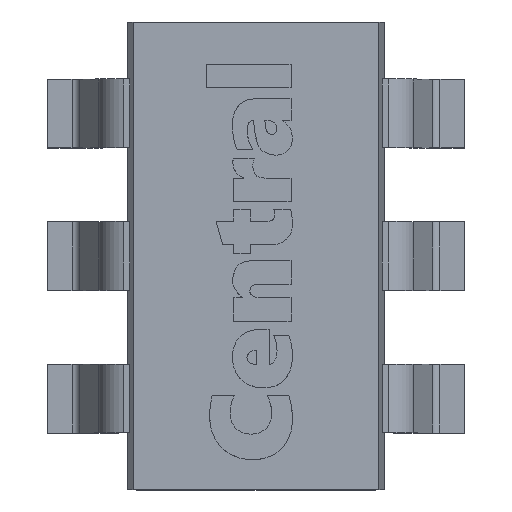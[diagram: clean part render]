
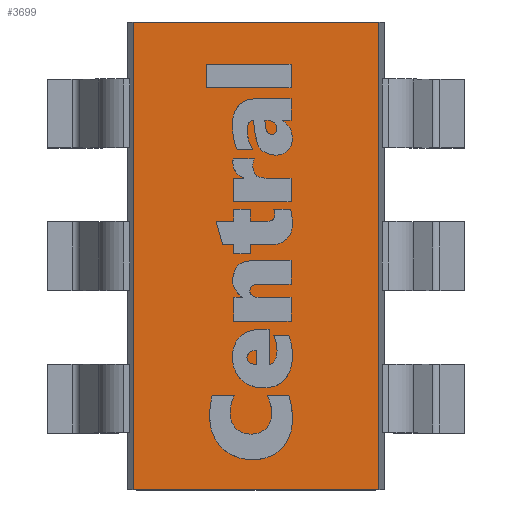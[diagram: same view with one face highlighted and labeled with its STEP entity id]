
A CAD part, top view. The second image highlights one B-rep face of the part: STEP entity #3699.
In plain terms, the highlighted planar face has unit normal (0, 0, 1).
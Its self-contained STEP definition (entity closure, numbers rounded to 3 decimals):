
#301=FACE_OUTER_BOUND('',#516,.T.);
#516=EDGE_LOOP('',(#2420,#2421,#2422,#2423));
#735=LINE('',#4921,#1112);
#739=LINE('',#4928,#1116);
#740=LINE('',#4931,#1117);
#741=LINE('',#4932,#1118);
#1112=VECTOR('',#4144,10.);
#1116=VECTOR('',#4150,10.);
#1117=VECTOR('',#4153,10.);
#1118=VECTOR('',#4154,10.);
#1489=VERTEX_POINT('',#4918);
#1490=VERTEX_POINT('',#4920);
#1492=VERTEX_POINT('',#4926);
#1493=VERTEX_POINT('',#4930);
#1859=EDGE_CURVE('',#1489,#1490,#735,.T.);
#1863=EDGE_CURVE('',#1489,#1492,#739,.T.);
#1864=EDGE_CURVE('',#1493,#1492,#740,.T.);
#1865=EDGE_CURVE('',#1490,#1493,#741,.T.);
#2420=ORIENTED_EDGE('',*,*,#1863,.T.);
#2421=ORIENTED_EDGE('',*,*,#1864,.F.);
#2422=ORIENTED_EDGE('',*,*,#1865,.F.);
#2423=ORIENTED_EDGE('',*,*,#1859,.F.);
#3524=PLANE('',#3942);
#3699=ADVANCED_FACE('',(#301),#3524,.T.);
#3942=AXIS2_PLACEMENT_3D('',#4929,#4151,#4152);
#4144=DIRECTION('',(-1.,0.,0.));
#4150=DIRECTION('',(0.,1.,0.));
#4151=DIRECTION('center_axis',(0.,0.,1.));
#4152=DIRECTION('ref_axis',(1.,0.,0.));
#4153=DIRECTION('',(1.,0.,0.));
#4154=DIRECTION('',(0.,1.,0.));
#4918=CARTESIAN_POINT('',(0.768,-1.46,0.184));
#4920=CARTESIAN_POINT('',(-0.768,-1.46,0.184));
#4921=CARTESIAN_POINT('',(-0.768,-1.46,0.184));
#4926=CARTESIAN_POINT('',(0.768,1.46,0.184));
#4928=CARTESIAN_POINT('',(0.768,0.,0.184));
#4929=CARTESIAN_POINT('Origin',(-0.768,0.,0.184));
#4930=CARTESIAN_POINT('',(-0.768,1.46,0.184));
#4931=CARTESIAN_POINT('',(-0.768,1.46,0.184));
#4932=CARTESIAN_POINT('',(-0.768,0.,0.184));
